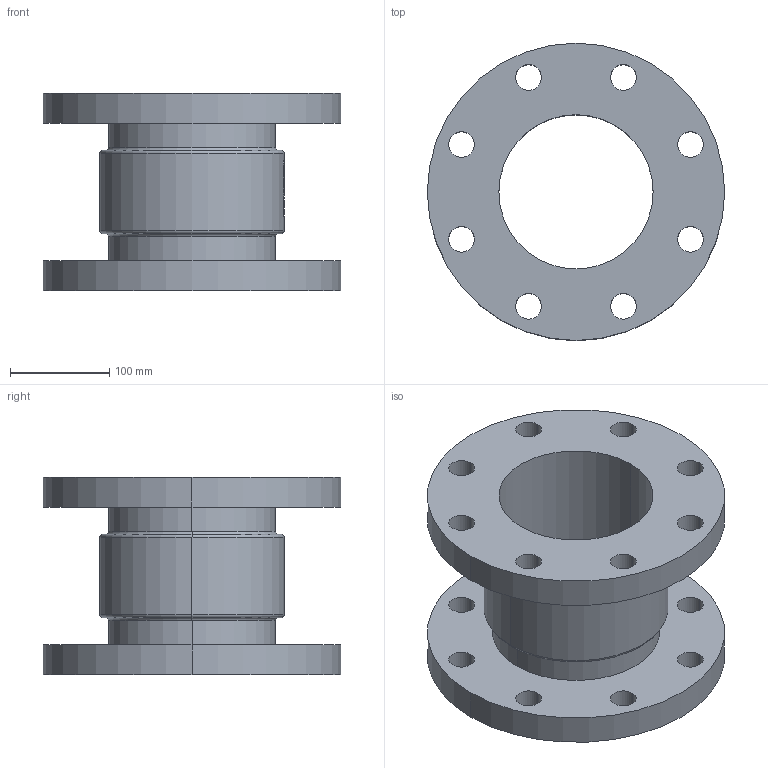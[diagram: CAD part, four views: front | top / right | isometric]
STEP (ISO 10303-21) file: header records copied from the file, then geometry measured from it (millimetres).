
FILE_DESCRIPTION (( 'STEP AP214' ), '1' );
FILE_NAME ('7120000_DN150_PN25_51420296.STEP', '2022-02-18T10:53:38', ( 'axxx' ), ( 'Hewlett-Packard Company' ), 'SwSTEP 2.0', 'SolidWorks 2019', '' );
FILE_SCHEMA (( 'AUTOMOTIVE_DESIGN' ));
Length unit declared in the file: millimetre
Products named in the file (1): 7120000_DN150_PN25_51420296
Bounding box: 300 x 300 x 199 mm (x, y, z)
Volume: 3699765.4 mm3; surface area: 464603.3 mm2
Topology: 1 solids, 1 shells, 556 faces, 1507 edges, 1002 vertices
Faces by surface type: plane 252, bspline 222, cylinder 74, torus 8
Entity records: 30318 total; most frequent: CARTESIAN_POINT 17787, ORIENTED_EDGE 3014, DIRECTION 1821, EDGE_CURVE 1507, VERTEX_POINT 1002, VECTOR 797, LINE 797, EDGE_LOOP 639
